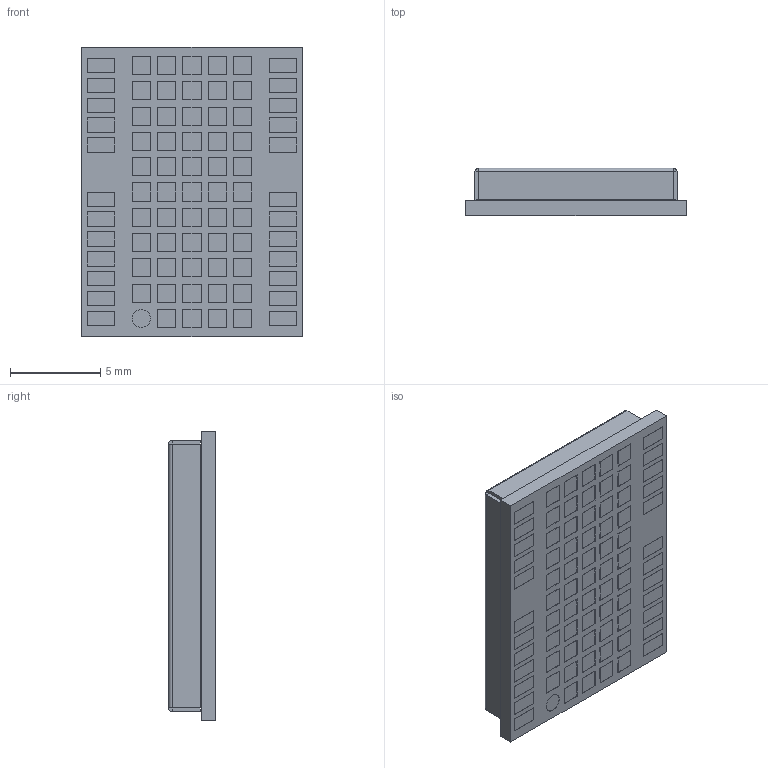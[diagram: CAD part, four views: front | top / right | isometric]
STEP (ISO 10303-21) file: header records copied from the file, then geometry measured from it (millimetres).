
FILE_DESCRIPTION((''),'2;1');
FILE_NAME('LG290P-ASSY_ASM','2023-11-22T',('seven.qi'),(''),'CREO PARAMETRIC BY PTC INC, 2014190','CREO PARAMETRIC BY PTC INC, 2014190','');
FILE_SCHEMA(('CONFIG_CONTROL_DESIGN'));
Length unit declared in the file: millimetre
Products named in the file (3): LG290P-PCB; LG290P-COVER; LG290P-ASSY_ASM
Assembly tree (2 placements, depth 2):
  LG290P-ASSY_ASM
    LG290P-PCB
    LG290P-COVER
Bounding box: 12.2 x 2.6 x 16 mm (x, y, z)
Volume: 203 mm3; surface area: 948.4 mm2
Topology: 2 solids, 2 shells, 1473 faces, 3874 edges, 2546 vertices
Faces by surface type: plane 1365, extrusion 100, cylinder 8
Entity records: 58466 total; most frequent: CARTESIAN_POINT 9177, ORIENTED_EDGE 7748, DIRECTION 6546, PRESENTATION_STYLE_ASSIGNMENT 4004, STYLED_ITEM 3876, CURVE_STYLE 3874, EDGE_CURVE 3874, VECTOR 3758
